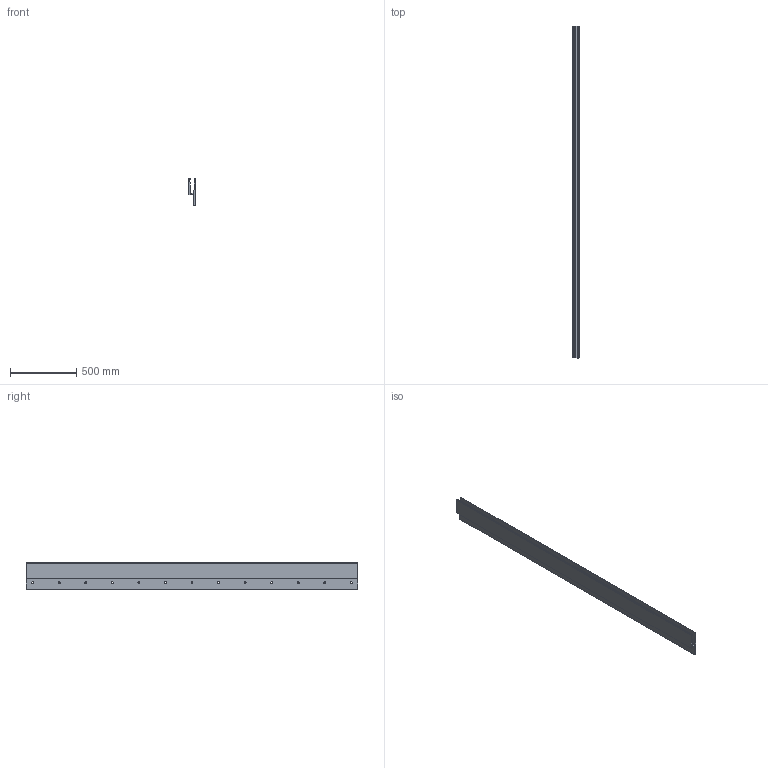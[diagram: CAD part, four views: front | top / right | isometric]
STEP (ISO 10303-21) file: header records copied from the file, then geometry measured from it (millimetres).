
FILE_DESCRIPTION (( 'STEP AP214' ), '1' );
FILE_NAME ('AL_0011-2500-N-E.STEP', '2021-08-16T08:29:59', ( '' ), ( '' ), 'SwSTEP 2.0', 'SolidWorks 2019', '' );
FILE_SCHEMA (( 'AUTOMOTIVE_DESIGN' ));
Length unit declared in the file: millimetre
Products named in the file (1): AL_0011-2500-N-E
Bounding box: 47.95 x 2500 x 200.03 mm (x, y, z)
Volume: 8322612.2 mm3; surface area: 1804047.5 mm2
Topology: 1 solids, 1 shells, 67 faces, 195 edges, 130 vertices
Faces by surface type: cylinder 41, plane 26
Entity records: 2337 total; most frequent: DIRECTION 413, CARTESIAN_POINT 393, ORIENTED_EDGE 390, EDGE_CURVE 195, AXIS2_PLACEMENT_3D 150, VERTEX_POINT 130, LINE 113, VECTOR 113
